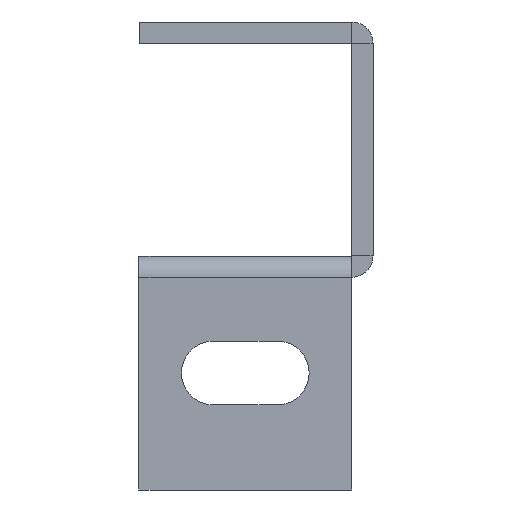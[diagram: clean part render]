
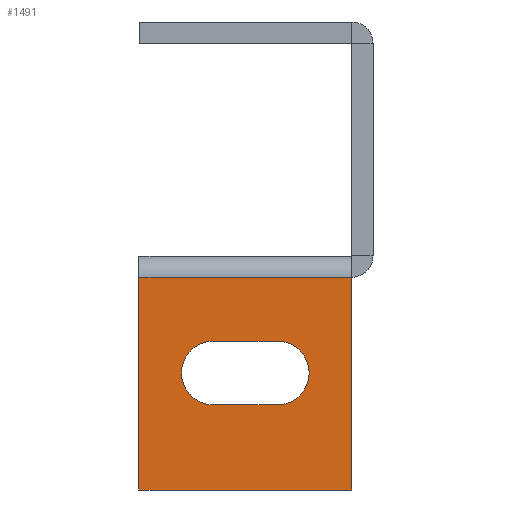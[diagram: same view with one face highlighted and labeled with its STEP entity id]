
A CAD part, left-side view. The second image highlights one B-rep face of the part: STEP entity #1491.
In plain terms, the highlighted planar face has unit normal (-1, 0, 0).
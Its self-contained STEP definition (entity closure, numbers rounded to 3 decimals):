
#1007 = FACE_OUTER_BOUND ( 'NONE', #5389, .T. ) ;
#1053 = FACE_BOUND ( 'NONE', #5373, .T. ) ;
#1491 = ADVANCED_FACE ( 'NONE', ( #1053, #1007 ), #3634, .F. ) ;
#1787 = EDGE_CURVE ( 'NONE', #2801, #2800, #6282, .T. ) ;
#1793 = EDGE_CURVE ( 'NONE', #3186, #3184, #6297, .T. ) ;
#1795 = EDGE_CURVE ( 'NONE', #3186, #3188, #6302, .T. ) ;
#1796 = EDGE_CURVE ( 'NONE', #2805, #3184, #6296, .T. ) ;
#1799 = EDGE_CURVE ( 'NONE', #3188, #2805, #6310, .T. ) ;
#1801 = EDGE_CURVE ( 'NONE', #2802, #2801, #6315, .T. ) ;
#1802 = EDGE_CURVE ( 'NONE', #2803, #2802, #6312, .T. ) ;
#1803 = EDGE_CURVE ( 'NONE', #2800, #2803, #6317, .T. ) ;
#2398 = AXIS2_PLACEMENT_3D ( 'NONE', #3635, #3640, #3641 ) ;
#2581 = AXIS2_PLACEMENT_3D ( 'NONE', #4478, #4480, #4481 ) ;
#2583 = AXIS2_PLACEMENT_3D ( 'NONE', #4475, #4484, #4485 ) ;
#2800 = VERTEX_POINT ( 'NONE', #7356 ) ;
#2801 = VERTEX_POINT ( 'NONE', #7357 ) ;
#2802 = VERTEX_POINT ( 'NONE', #7358 ) ;
#2803 = VERTEX_POINT ( 'NONE', #7359 ) ;
#2805 = VERTEX_POINT ( 'NONE', #7361 ) ;
#3184 = VERTEX_POINT ( 'NONE', #7740 ) ;
#3186 = VERTEX_POINT ( 'NONE', #7742 ) ;
#3188 = VERTEX_POINT ( 'NONE', #7744 ) ;
#3634 = PLANE ( 'NONE',  #2398 ) ;
#3635 = CARTESIAN_POINT ( 'NONE',  ( -449.25, 15., 0. ) ) ;
#3640 = DIRECTION ( 'NONE',  ( 1., 0., 0. ) ) ;
#3641 = DIRECTION ( 'NONE',  ( 0., 0., -1. ) ) ;
#4445 = CARTESIAN_POINT ( 'NONE',  ( -449.25, 4.5, -18. ) ) ;
#4448 = DIRECTION ( 'NONE',  ( 0., 1., 0. ) ) ;
#4452 = CARTESIAN_POINT ( 'NONE',  ( -449.25, 15., -0.01 ) ) ;
#4462 = DIRECTION ( 'NONE',  ( 0., -1., 0. ) ) ;
#4463 = CARTESIAN_POINT ( 'NONE',  ( -449.25, -15., 0. ) ) ;
#4465 = CARTESIAN_POINT ( 'NONE',  ( -449.25, 15., -30. ) ) ;
#4466 = DIRECTION ( 'NONE',  ( 0., 0., -1. ) ) ;
#4468 = DIRECTION ( 'NONE',  ( 0., 0., 1. ) ) ;
#4473 = CARTESIAN_POINT ( 'NONE',  ( -449.25, -15., -30. ) ) ;
#4474 = DIRECTION ( 'NONE',  ( 0., -1., 0. ) ) ;
#4475 = CARTESIAN_POINT ( 'NONE',  ( -449.25, 4.5, -13.5 ) ) ;
#4478 = CARTESIAN_POINT ( 'NONE',  ( -449.25, -4.5, -13.5 ) ) ;
#4480 = DIRECTION ( 'NONE',  ( 1., 0., 0. ) ) ;
#4481 = DIRECTION ( 'NONE',  ( 0., 0., -1. ) ) ;
#4482 = CARTESIAN_POINT ( 'NONE',  ( -449.25, -4.5, -9. ) ) ;
#4483 = DIRECTION ( 'NONE',  ( 0., -1., 0. ) ) ;
#4484 = DIRECTION ( 'NONE',  ( 1., 0., 0. ) ) ;
#4485 = DIRECTION ( 'NONE',  ( 0., 0., -1. ) ) ;
#5336 = ORIENTED_EDGE ( 'NONE', *, *, #1802, .T. ) ;
#5344 = ORIENTED_EDGE ( 'NONE', *, *, #1801, .T. ) ;
#5352 = ORIENTED_EDGE ( 'NONE', *, *, #1787, .T. ) ;
#5360 = ORIENTED_EDGE ( 'NONE', *, *, #1803, .T. ) ;
#5368 = ORIENTED_EDGE ( 'NONE', *, *, #1793, .F. ) ;
#5373 = EDGE_LOOP ( 'NONE', ( #5336, #5344, #5352, #5360 ) ) ;
#5376 = ORIENTED_EDGE ( 'NONE', *, *, #1795, .T. ) ;
#5384 = ORIENTED_EDGE ( 'NONE', *, *, #1799, .T. ) ;
#5389 = EDGE_LOOP ( 'NONE', ( #5368, #5376, #5384, #5545 ) ) ;
#5545 = ORIENTED_EDGE ( 'NONE', *, *, #1796, .T. ) ;
#6282 = LINE ( 'NONE', #4445, #6288 ) ;
#6288 = VECTOR ( 'NONE', #4448, 1000. ) ;
#6296 = LINE ( 'NONE', #4463, #6304 ) ;
#6297 = LINE ( 'NONE', #4452, #6299 ) ;
#6299 = VECTOR ( 'NONE', #4462, 1000. ) ;
#6302 = LINE ( 'NONE', #4465, #6303 ) ;
#6303 = VECTOR ( 'NONE', #4466, 1000. ) ;
#6304 = VECTOR ( 'NONE', #4468, 1000. ) ;
#6305 = VECTOR ( 'NONE', #4483, 1000. ) ;
#6310 = LINE ( 'NONE', #4473, #6311 ) ;
#6311 = VECTOR ( 'NONE', #4474, 1000. ) ;
#6312 = LINE ( 'NONE', #4482, #6305 ) ;
#6315 = CIRCLE ( 'NONE', #2581, 4.5 ) ;
#6317 = CIRCLE ( 'NONE', #2583, 4.5 ) ;
#7356 = CARTESIAN_POINT ( 'NONE',  ( -449.25, 4.5, -18. ) ) ;
#7357 = CARTESIAN_POINT ( 'NONE',  ( -449.25, -4.5, -18. ) ) ;
#7358 = CARTESIAN_POINT ( 'NONE',  ( -449.25, -4.5, -9. ) ) ;
#7359 = CARTESIAN_POINT ( 'NONE',  ( -449.25, 4.5, -9. ) ) ;
#7361 = CARTESIAN_POINT ( 'NONE',  ( -449.25, -15., -30. ) ) ;
#7740 = CARTESIAN_POINT ( 'NONE',  ( -449.25, -15., -0.01 ) ) ;
#7742 = CARTESIAN_POINT ( 'NONE',  ( -449.25, 15., -0.01 ) ) ;
#7744 = CARTESIAN_POINT ( 'NONE',  ( -449.25, 15., -30. ) ) ;
